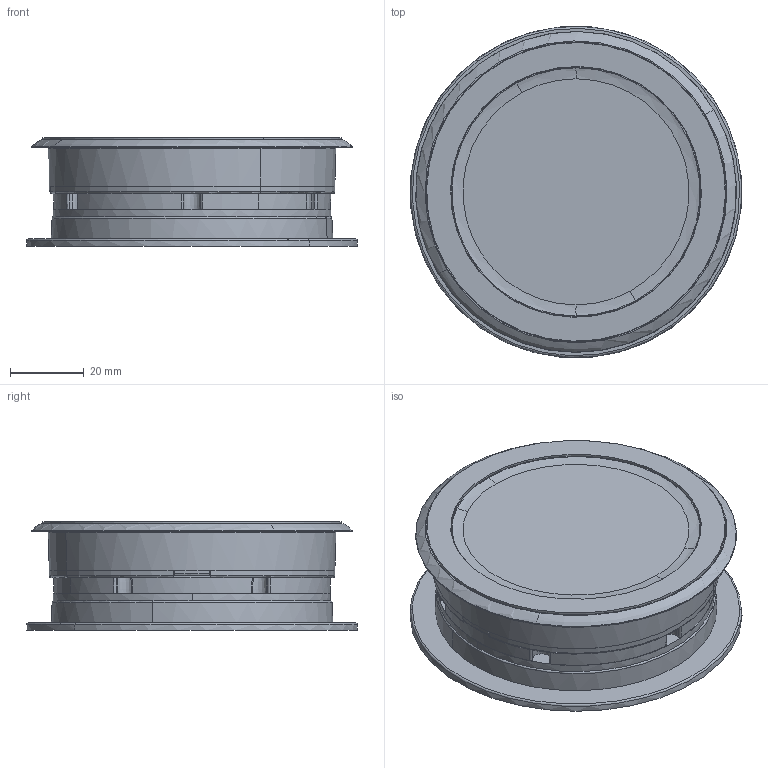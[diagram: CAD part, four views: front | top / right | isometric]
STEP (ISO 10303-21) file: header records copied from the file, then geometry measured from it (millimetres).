
FILE_DESCRIPTION(('CATIA V5 STEP Exchange'),'2;1');
FILE_NAME('T002217_A.stp','2021-10-05T12:21:23+00:00',('none'),('none'),'CATIA Version 5 Release 20 GA (IN-10)','CATIA V5 STEP AP203','none');
FILE_SCHEMA(('CONFIG_CONTROL_DESIGN'));
Length unit declared in the file: millimetre
Products named in the file (1): T002217_A _AllCATPart
Bounding box: 89.66 x 89.68 x 29.45 mm (x, y, z)
Volume: 70315.6 mm3; surface area: 37814 mm2
Topology: 1 solids, 1 shells, 366 faces, 1041 edges, 666 vertices
Faces by surface type: cone 171, plane 71, cylinder 48, torus 31, bspline 24, revolution 21
Entity records: 13595 total; most frequent: CARTESIAN_POINT 5172, ORIENTED_EDGE 2082, DIRECTION 1178, EDGE_CURVE 1041, AXIS2_PLACEMENT_3D 790, VERTEX_POINT 666, CIRCLE 553, EDGE_LOOP 379
